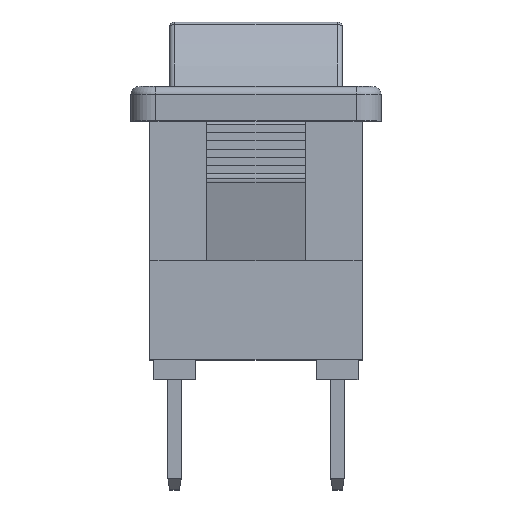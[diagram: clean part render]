
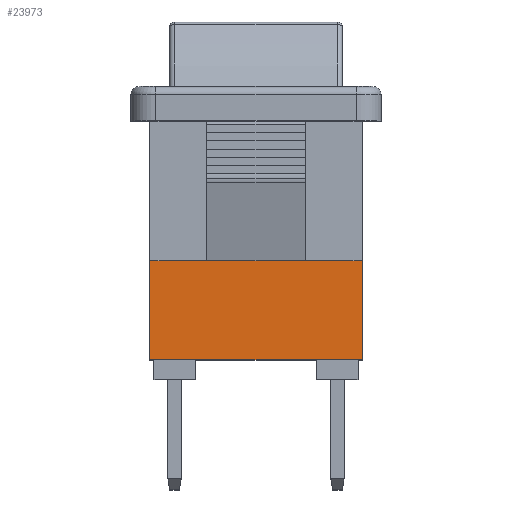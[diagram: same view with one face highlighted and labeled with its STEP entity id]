
A CAD part, top view. The second image highlights one B-rep face of the part: STEP entity #23973.
In plain terms, the highlighted planar face has unit normal (0, 0, 1).
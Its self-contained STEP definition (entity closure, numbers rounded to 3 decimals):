
#358 = LINE ( 'NONE', #12218, #24841 ) ;
#544 = DIRECTION ( 'NONE',  ( 0., -1., 0. ) ) ;
#881 = ORIENTED_EDGE ( 'NONE', *, *, #32152, .T. ) ;
#1241 = VERTEX_POINT ( 'NONE', #22616 ) ;
#1399 = VERTEX_POINT ( 'NONE', #6277 ) ;
#1737 = DIRECTION ( 'NONE',  ( -1., 0., 0. ) ) ;
#2653 = VECTOR ( 'NONE', #8452, 1000. ) ;
#5231 = EDGE_CURVE ( 'NONE', #23230, #1399, #23191, .T. ) ;
#5427 = VERTEX_POINT ( 'NONE', #18916 ) ;
#5548 = CARTESIAN_POINT ( 'NONE',  ( -6.45, -8.5, 9.35 ) ) ;
#6223 = VECTOR ( 'NONE', #10877, 1000. ) ;
#6277 = CARTESIAN_POINT ( 'NONE',  ( -6.45, -8.5, 9.35 ) ) ;
#6904 = CARTESIAN_POINT ( 'NONE',  ( -3., -8.5, 9.35 ) ) ;
#7916 = ORIENTED_EDGE ( 'NONE', *, *, #33923, .T. ) ;
#8449 = CARTESIAN_POINT ( 'NONE',  ( -6.45, -14.5, 9.35 ) ) ;
#8452 = DIRECTION ( 'NONE',  ( -1., 0., 0. ) ) ;
#9424 = EDGE_CURVE ( 'NONE', #20040, #23230, #358, .T. ) ;
#10091 = EDGE_LOOP ( 'NONE', ( #29205, #27155, #7916, #14839, #16236, #881 ) ) ;
#10818 = CARTESIAN_POINT ( 'NONE',  ( 3., -8.5, 9.35 ) ) ;
#10877 = DIRECTION ( 'NONE',  ( 0., -1., 0. ) ) ;
#11756 = DIRECTION ( 'NONE',  ( -1., 0., 0. ) ) ;
#12218 = CARTESIAN_POINT ( 'NONE',  ( 3., -8.5, 9.35 ) ) ;
#14839 = ORIENTED_EDGE ( 'NONE', *, *, #9424, .T. ) ;
#15333 = LINE ( 'NONE', #27150, #20422 ) ;
#16236 = ORIENTED_EDGE ( 'NONE', *, *, #5231, .T. ) ;
#16517 = LINE ( 'NONE', #28329, #16522 ) ;
#16522 = VECTOR ( 'NONE', #1737, 1000. ) ;
#17328 = VERTEX_POINT ( 'NONE', #8449 ) ;
#17400 = DIRECTION ( 'NONE',  ( 0., 0., 1. ) ) ;
#18916 = CARTESIAN_POINT ( 'NONE',  ( 6.45, -14.5, 9.35 ) ) ;
#20040 = VERTEX_POINT ( 'NONE', #10818 ) ;
#20311 = FACE_OUTER_BOUND ( 'NONE', #10091, .T. ) ;
#20422 = VECTOR ( 'NONE', #544, 1000. ) ;
#22616 = CARTESIAN_POINT ( 'NONE',  ( 6.45, -8.5, 9.35 ) ) ;
#23191 = LINE ( 'NONE', #35002, #2653 ) ;
#23230 = VERTEX_POINT ( 'NONE', #6904 ) ;
#23973 = ADVANCED_FACE ( 'NONE', ( #20311 ), #32130, .T. ) ;
#24039 = DIRECTION ( 'NONE',  ( -1., 0., 0. ) ) ;
#24841 = VECTOR ( 'NONE', #24039, 1000. ) ;
#25616 = LINE ( 'NONE', #37411, #6223 ) ;
#26505 = LINE ( 'NONE', #38297, #33412 ) ;
#27150 = CARTESIAN_POINT ( 'NONE',  ( 6.45, -8.5, 9.35 ) ) ;
#27155 = ORIENTED_EDGE ( 'NONE', *, *, #30066, .F. ) ;
#27692 = EDGE_CURVE ( 'NONE', #5427, #17328, #16517, .T. ) ;
#28329 = CARTESIAN_POINT ( 'NONE',  ( -6.45, -14.5, 9.35 ) ) ;
#29205 = ORIENTED_EDGE ( 'NONE', *, *, #27692, .F. ) ;
#29226 = DIRECTION ( 'NONE',  ( 1., 0., 0. ) ) ;
#30008 = AXIS2_PLACEMENT_3D ( 'NONE', #5548, #17400, #29226 ) ;
#30066 = EDGE_CURVE ( 'NONE', #1241, #5427, #15333, .T. ) ;
#32130 = PLANE ( 'NONE',  #30008 ) ;
#32152 = EDGE_CURVE ( 'NONE', #1399, #17328, #25616, .T. ) ;
#33412 = VECTOR ( 'NONE', #11756, 1000. ) ;
#33923 = EDGE_CURVE ( 'NONE', #1241, #20040, #26505, .T. ) ;
#35002 = CARTESIAN_POINT ( 'NONE',  ( -6.45, -8.5, 9.35 ) ) ;
#37411 = CARTESIAN_POINT ( 'NONE',  ( -6.45, -8.5, 9.35 ) ) ;
#38297 = CARTESIAN_POINT ( 'NONE',  ( -6.45, -8.5, 9.35 ) ) ;
